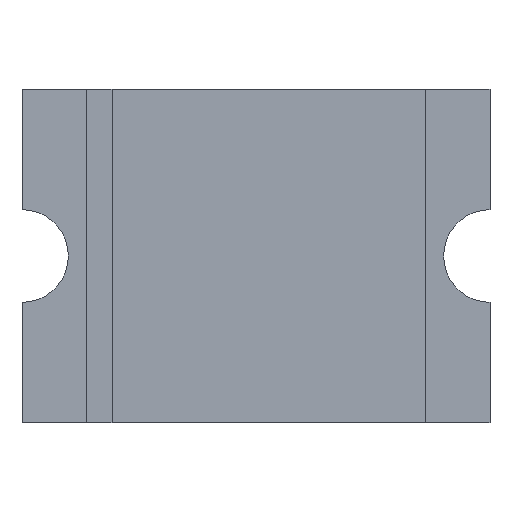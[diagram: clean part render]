
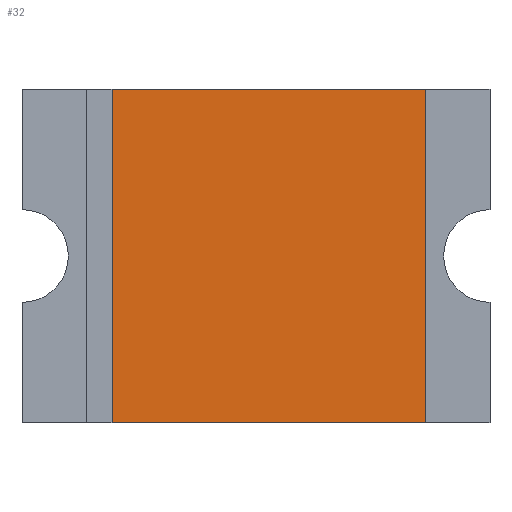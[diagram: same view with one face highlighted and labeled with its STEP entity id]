
A CAD part, front view. The second image highlights one B-rep face of the part: STEP entity #32.
In plain terms, the highlighted planar face has unit normal (0, -1, 0).
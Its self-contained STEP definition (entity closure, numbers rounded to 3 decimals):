
#3 = ORIENTED_EDGE ( 'NONE', *, *, #339, .F. ) ;
#10 = DIRECTION ( 'NONE',  ( 1., 0., 0. ) ) ;
#18 = VERTEX_POINT ( 'NONE', #698 ) ;
#19 = VECTOR ( 'NONE', #10, 1000. ) ;
#32 = ADVANCED_FACE ( 'NONE', ( #516 ), #56, .F. ) ;
#56 = PLANE ( 'NONE',  #75 ) ;
#75 = AXIS2_PLACEMENT_3D ( 'NONE', #829, #453, #442 ) ;
#82 = DIRECTION ( 'NONE',  ( 0., 0., -1. ) ) ;
#84 = DIRECTION ( 'NONE',  ( -1., 0., 0. ) ) ;
#122 = CARTESIAN_POINT ( 'NONE',  ( 1.65, 0., -1.62 ) ) ;
#153 = LINE ( 'NONE', #349, #823 ) ;
#173 = LINE ( 'NONE', #484, #299 ) ;
#233 = DIRECTION ( 'NONE',  ( 0., 0., -1. ) ) ;
#299 = VECTOR ( 'NONE', #82, 1000. ) ;
#339 = EDGE_CURVE ( 'NONE', #18, #657, #173, .T. ) ;
#349 = CARTESIAN_POINT ( 'NONE',  ( -2.275, 0., -1.62 ) ) ;
#368 = EDGE_CURVE ( 'NONE', #657, #757, #153, .T. ) ;
#388 = ORIENTED_EDGE ( 'NONE', *, *, #569, .T. ) ;
#402 = CARTESIAN_POINT ( 'NONE',  ( -2.275, 0., 1.62 ) ) ;
#430 = VERTEX_POINT ( 'NONE', #673 ) ;
#442 = DIRECTION ( 'NONE',  ( 0., 0., 1. ) ) ;
#453 = DIRECTION ( 'NONE',  ( 0., 1., 0. ) ) ;
#484 = CARTESIAN_POINT ( 'NONE',  ( 1.65, 0., 0. ) ) ;
#516 = FACE_OUTER_BOUND ( 'NONE', #609, .T. ) ;
#569 = EDGE_CURVE ( 'NONE', #430, #757, #793, .T. ) ;
#581 = ORIENTED_EDGE ( 'NONE', *, *, #368, .F. ) ;
#609 = EDGE_LOOP ( 'NONE', ( #731, #388, #581, #3 ) ) ;
#624 = CARTESIAN_POINT ( 'NONE',  ( -1.4, 0., 0. ) ) ;
#652 = LINE ( 'NONE', #402, #19 ) ;
#656 = CARTESIAN_POINT ( 'NONE',  ( -1.4, 0., -1.62 ) ) ;
#657 = VERTEX_POINT ( 'NONE', #122 ) ;
#673 = CARTESIAN_POINT ( 'NONE',  ( -1.4, 0., 1.62 ) ) ;
#698 = CARTESIAN_POINT ( 'NONE',  ( 1.65, 0., 1.62 ) ) ;
#731 = ORIENTED_EDGE ( 'NONE', *, *, #769, .F. ) ;
#757 = VERTEX_POINT ( 'NONE', #656 ) ;
#769 = EDGE_CURVE ( 'NONE', #430, #18, #652, .T. ) ;
#793 = LINE ( 'NONE', #624, #809 ) ;
#809 = VECTOR ( 'NONE', #233, 1000. ) ;
#823 = VECTOR ( 'NONE', #84, 1000. ) ;
#829 = CARTESIAN_POINT ( 'NONE',  ( -2.275, 0., 0. ) ) ;
